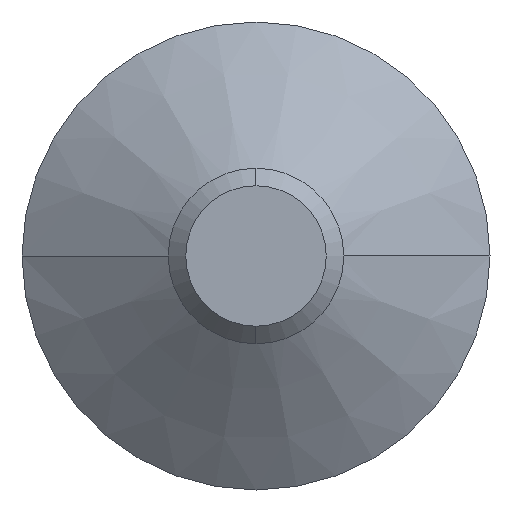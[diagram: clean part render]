
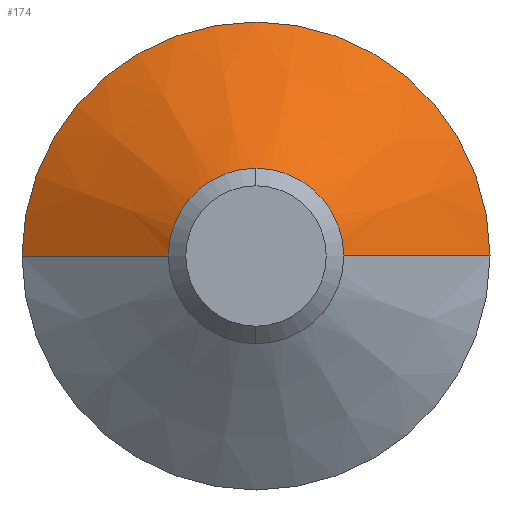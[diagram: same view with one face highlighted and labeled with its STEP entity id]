
A CAD part, left-side view. The second image highlights one B-rep face of the part: STEP entity #174.
In plain terms, the highlighted conical face has half-angle 55 degrees and reference radius 16 mm.
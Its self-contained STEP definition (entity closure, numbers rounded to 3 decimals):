
#1 = CARTESIAN_POINT ( 'NONE',  ( 62.5, 16., 0. ) ) ;
#8 = CARTESIAN_POINT ( 'NONE',  ( 55.323, 5.75, 0. ) ) ;
#9 = EDGE_CURVE ( 'NONE', #470, #574, #125, .T. ) ;
#10 = CARTESIAN_POINT ( 'NONE',  ( 62.5, -16., 0. ) ) ;
#11 = CARTESIAN_POINT ( 'NONE',  ( 62.5, -16., 0. ) ) ;
#23 = DIRECTION ( 'NONE',  ( 0., 1., 0. ) ) ;
#50 = LINE ( 'NONE', #1, #314 ) ;
#70 = VERTEX_POINT ( 'NONE', #585 ) ;
#78 = CARTESIAN_POINT ( 'NONE',  ( 55.323, 0., 0. ) ) ;
#79 = AXIS2_PLACEMENT_3D ( 'NONE', #164, #536, #118 ) ;
#101 = EDGE_CURVE ( 'NONE', #393, #70, #225, .T. ) ;
#107 = CARTESIAN_POINT ( 'NONE',  ( 62.5, 16., 0. ) ) ;
#118 = DIRECTION ( 'NONE',  ( 0., 1., 0. ) ) ;
#125 = CIRCLE ( 'NONE', #79, 16. ) ;
#127 = DIRECTION ( 'NONE',  ( 1., 0., 0. ) ) ;
#164 = CARTESIAN_POINT ( 'NONE',  ( 62.5, 0., 0. ) ) ;
#174 = ADVANCED_FACE ( 'NONE', ( #415 ), #360, .T. ) ;
#176 = EDGE_CURVE ( 'NONE', #70, #574, #522, .T. ) ;
#199 = ORIENTED_EDGE ( 'NONE', *, *, #350, .T. ) ;
#215 = AXIS2_PLACEMENT_3D ( 'NONE', #78, #327, #23 ) ;
#225 = CIRCLE ( 'NONE', #215, 5.75 ) ;
#229 = AXIS2_PLACEMENT_3D ( 'NONE', #547, #127, #546 ) ;
#301 = DIRECTION ( 'NONE',  ( 0.574, 0.819, 0. ) ) ;
#314 = VECTOR ( 'NONE', #301, 1000. ) ;
#315 = AXIS2_PLACEMENT_3D ( 'NONE', #387, #366, #318 ) ;
#318 = DIRECTION ( 'NONE',  ( 0., 1., 0. ) ) ;
#327 = DIRECTION ( 'NONE',  ( 1., 0., 0. ) ) ;
#350 = EDGE_CURVE ( 'NONE', #592, #393, #357, .T. ) ;
#357 = CIRCLE ( 'NONE', #315, 5.75 ) ;
#360 = CONICAL_SURFACE ( 'NONE', #229, 16., 0.96 ) ;
#366 = DIRECTION ( 'NONE',  ( 1., 0., 0. ) ) ;
#387 = CARTESIAN_POINT ( 'NONE',  ( 55.323, 0., 0. ) ) ;
#393 = VERTEX_POINT ( 'NONE', #617 ) ;
#402 = ORIENTED_EDGE ( 'NONE', *, *, #467, .F. ) ;
#415 = FACE_OUTER_BOUND ( 'NONE', #433, .T. ) ;
#433 = EDGE_LOOP ( 'NONE', ( #471, #583, #541, #402, #199 ) ) ;
#467 = EDGE_CURVE ( 'NONE', #592, #470, #50, .T. ) ;
#470 = VERTEX_POINT ( 'NONE', #107 ) ;
#471 = ORIENTED_EDGE ( 'NONE', *, *, #101, .T. ) ;
#480 = DIRECTION ( 'NONE',  ( 0.574, -0.819, 0. ) ) ;
#522 = LINE ( 'NONE', #10, #636 ) ;
#536 = DIRECTION ( 'NONE',  ( 1., 0., 0. ) ) ;
#541 = ORIENTED_EDGE ( 'NONE', *, *, #9, .F. ) ;
#546 = DIRECTION ( 'NONE',  ( 0., 1., 0. ) ) ;
#547 = CARTESIAN_POINT ( 'NONE',  ( 62.5, 0., 0. ) ) ;
#574 = VERTEX_POINT ( 'NONE', #11 ) ;
#583 = ORIENTED_EDGE ( 'NONE', *, *, #176, .T. ) ;
#585 = CARTESIAN_POINT ( 'NONE',  ( 55.323, -5.75, 0. ) ) ;
#592 = VERTEX_POINT ( 'NONE', #8 ) ;
#617 = CARTESIAN_POINT ( 'NONE',  ( 55.323, 0., 5.75 ) ) ;
#636 = VECTOR ( 'NONE', #480, 1000. ) ;
